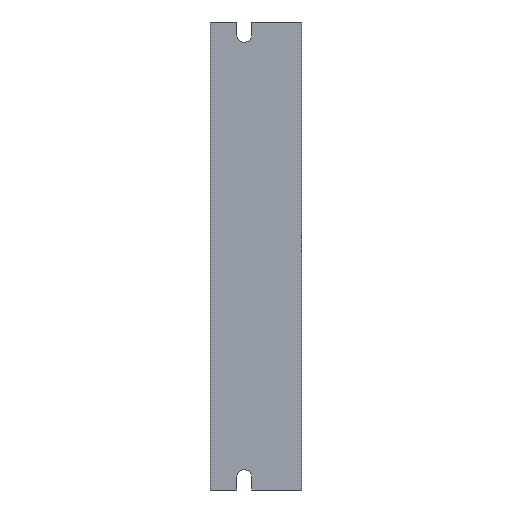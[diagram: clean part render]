
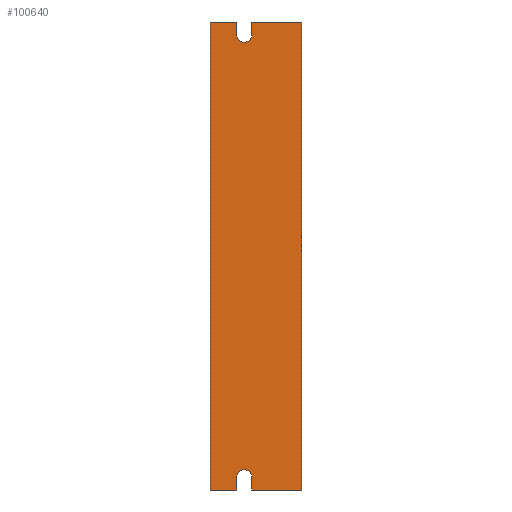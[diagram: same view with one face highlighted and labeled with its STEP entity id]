
A CAD part, left-side view. The second image highlights one B-rep face of the part: STEP entity #100640.
In plain terms, the highlighted planar face has unit normal (-1, 0, 0).
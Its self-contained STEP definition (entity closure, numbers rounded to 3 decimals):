
#556 = ORIENTED_EDGE ( 'NONE', *, *, #24695, .T. ) ;
#2791 = VECTOR ( 'NONE', #16413, 1000. ) ;
#3422 = ORIENTED_EDGE ( 'NONE', *, *, #117053, .T. ) ;
#4145 = VERTEX_POINT ( 'NONE', #112440 ) ;
#4563 = EDGE_CURVE ( 'NONE', #67405, #48792, #18966, .T. ) ;
#6533 = AXIS2_PLACEMENT_3D ( 'NONE', #11644, #77008, #21045 ) ;
#6999 = CARTESIAN_POINT ( 'NONE',  ( -62.945, 2.959, 68.5 ) ) ;
#7843 = LINE ( 'NONE', #42737, #32707 ) ;
#9533 = LINE ( 'NONE', #11420, #105970 ) ;
#10867 = CARTESIAN_POINT ( 'NONE',  ( -62.945, -10.941, 65. ) ) ;
#11058 = EDGE_CURVE ( 'NONE', #38342, #81473, #32910, .T. ) ;
#11420 = CARTESIAN_POINT ( 'NONE',  ( -62.945, 14.559, 65. ) ) ;
#11644 = CARTESIAN_POINT ( 'NONE',  ( -62.945, 5.059, 68.5 ) ) ;
#13908 = DIRECTION ( 'NONE',  ( 0., 0., 1. ) ) ;
#14235 = EDGE_CURVE ( 'NONE', #48792, #4145, #109569, .T. ) ;
#14577 = VECTOR ( 'NONE', #35510, 1000. ) ;
#14646 = VERTEX_POINT ( 'NONE', #40719 ) ;
#14999 = VECTOR ( 'NONE', #72086, 1000. ) ;
#16322 = CARTESIAN_POINT ( 'NONE',  ( -62.945, -10.941, 65. ) ) ;
#16413 = DIRECTION ( 'NONE',  ( 0., 0., -1. ) ) ;
#17038 = EDGE_CURVE ( 'NONE', #102436, #59741, #7843, .T. ) ;
#17526 = LINE ( 'NONE', #16322, #14577 ) ;
#18966 = CIRCLE ( 'NONE', #108768, 2.1 ) ;
#21021 = EDGE_LOOP ( 'NONE', ( #78901, #3422, #556, #105291, #86805, #111716, #90685, #85066, #83470, #71603, #98103, #94114 ) ) ;
#21045 = DIRECTION ( 'NONE',  ( 0., 0., 1. ) ) ;
#23155 = DIRECTION ( 'NONE',  ( -1., 0., 0. ) ) ;
#24695 = EDGE_CURVE ( 'NONE', #88930, #67405, #43514, .T. ) ;
#26326 = EDGE_CURVE ( 'NONE', #59741, #38342, #9533, .T. ) ;
#26360 = EDGE_CURVE ( 'NONE', #4145, #102436, #56347, .T. ) ;
#30238 = DIRECTION ( 'NONE',  ( 0., -1., 0. ) ) ;
#30864 = VERTEX_POINT ( 'NONE', #10867 ) ;
#32707 = VECTOR ( 'NONE', #52183, 1000. ) ;
#32910 = LINE ( 'NONE', #93526, #104495 ) ;
#34199 = EDGE_CURVE ( 'NONE', #81473, #40733, #119702, .T. ) ;
#35278 = CARTESIAN_POINT ( 'NONE',  ( -62.945, 14.559, 65. ) ) ;
#35341 = CARTESIAN_POINT ( 'NONE',  ( -62.945, 14.559, 195. ) ) ;
#35510 = DIRECTION ( 'NONE',  ( 0., 0., 1. ) ) ;
#36835 = CARTESIAN_POINT ( 'NONE',  ( -62.945, 5.059, 191.5 ) ) ;
#37945 = DIRECTION ( 'NONE',  ( 0., 0., 1. ) ) ;
#38342 = VERTEX_POINT ( 'NONE', #118041 ) ;
#39975 = DIRECTION ( 'NONE',  ( 0., 1., 0. ) ) ;
#40719 = CARTESIAN_POINT ( 'NONE',  ( -62.945, -10.941, 195. ) ) ;
#40733 = VERTEX_POINT ( 'NONE', #100012 ) ;
#42737 = CARTESIAN_POINT ( 'NONE',  ( -62.945, 14.559, 195. ) ) ;
#43460 = CARTESIAN_POINT ( 'NONE',  ( -62.945, 2.959, 65. ) ) ;
#43514 = LINE ( 'NONE', #46199, #91904 ) ;
#44338 = CARTESIAN_POINT ( 'NONE',  ( -62.945, 2.959, 191.5 ) ) ;
#46199 = CARTESIAN_POINT ( 'NONE',  ( -62.945, 2.959, 195. ) ) ;
#48448 = VECTOR ( 'NONE', #81606, 1000. ) ;
#48792 = VERTEX_POINT ( 'NONE', #111164 ) ;
#49615 = LINE ( 'NONE', #6999, #2791 ) ;
#50435 = VECTOR ( 'NONE', #39975, 1000. ) ;
#52183 = DIRECTION ( 'NONE',  ( 0., 0., -1. ) ) ;
#55620 = DIRECTION ( 'NONE',  ( 0., 0., -1. ) ) ;
#56347 = LINE ( 'NONE', #86546, #50435 ) ;
#59741 = VERTEX_POINT ( 'NONE', #35278 ) ;
#59931 = VECTOR ( 'NONE', #13908, 1000. ) ;
#65253 = VERTEX_POINT ( 'NONE', #97061 ) ;
#67405 = VERTEX_POINT ( 'NONE', #44338 ) ;
#69777 = PLANE ( 'NONE',  #103168 ) ;
#71603 = ORIENTED_EDGE ( 'NONE', *, *, #34199, .T. ) ;
#72086 = DIRECTION ( 'NONE',  ( 0., -1., 0. ) ) ;
#72281 = CARTESIAN_POINT ( 'NONE',  ( -62.945, -10.941, 195. ) ) ;
#73319 = LINE ( 'NONE', #72281, #48448 ) ;
#73426 = FACE_OUTER_BOUND ( 'NONE', #21021, .T. ) ;
#73534 = EDGE_CURVE ( 'NONE', #40733, #65253, #49615, .T. ) ;
#74058 = EDGE_CURVE ( 'NONE', #30864, #14646, #17526, .T. ) ;
#77008 = DIRECTION ( 'NONE',  ( 1., 0., 0. ) ) ;
#78901 = ORIENTED_EDGE ( 'NONE', *, *, #74058, .T. ) ;
#79287 = CARTESIAN_POINT ( 'NONE',  ( -62.945, 7.159, 191.5 ) ) ;
#81473 = VERTEX_POINT ( 'NONE', #107451 ) ;
#81606 = DIRECTION ( 'NONE',  ( 0., 1., 0. ) ) ;
#81663 = CARTESIAN_POINT ( 'NONE',  ( -62.945, 2.959, 195. ) ) ;
#83350 = DIRECTION ( 'NONE',  ( 1., 0., 0. ) ) ;
#83470 = ORIENTED_EDGE ( 'NONE', *, *, #11058, .T. ) ;
#85066 = ORIENTED_EDGE ( 'NONE', *, *, #26326, .T. ) ;
#86546 = CARTESIAN_POINT ( 'NONE',  ( -62.945, 7.159, 195. ) ) ;
#86805 = ORIENTED_EDGE ( 'NONE', *, *, #14235, .T. ) ;
#88078 = CARTESIAN_POINT ( 'NONE',  ( -62.945, 5.059, 191.5 ) ) ;
#88501 = DIRECTION ( 'NONE',  ( 0., 0., 1. ) ) ;
#88930 = VERTEX_POINT ( 'NONE', #81663 ) ;
#90685 = ORIENTED_EDGE ( 'NONE', *, *, #17038, .T. ) ;
#91904 = VECTOR ( 'NONE', #55620, 1000. ) ;
#93526 = CARTESIAN_POINT ( 'NONE',  ( -62.945, 7.159, 65. ) ) ;
#94114 = ORIENTED_EDGE ( 'NONE', *, *, #99544, .T. ) ;
#97061 = CARTESIAN_POINT ( 'NONE',  ( -62.945, 2.959, 65. ) ) ;
#98103 = ORIENTED_EDGE ( 'NONE', *, *, #73534, .T. ) ;
#99544 = EDGE_CURVE ( 'NONE', #65253, #30864, #117335, .T. ) ;
#100012 = CARTESIAN_POINT ( 'NONE',  ( -62.945, 2.959, 68.5 ) ) ;
#100640 = ADVANCED_FACE ( 'NONE', ( #73426 ), #69777, .T. ) ;
#102436 = VERTEX_POINT ( 'NONE', #35341 ) ;
#102576 = DIRECTION ( 'NONE',  ( 0., 0., 1. ) ) ;
#103168 = AXIS2_PLACEMENT_3D ( 'NONE', #88078, #23155, #88501 ) ;
#104495 = VECTOR ( 'NONE', #37945, 1000. ) ;
#105291 = ORIENTED_EDGE ( 'NONE', *, *, #4563, .T. ) ;
#105970 = VECTOR ( 'NONE', #30238, 1000. ) ;
#107451 = CARTESIAN_POINT ( 'NONE',  ( -62.945, 7.159, 68.5 ) ) ;
#108768 = AXIS2_PLACEMENT_3D ( 'NONE', #36835, #83350, #102576 ) ;
#109569 = LINE ( 'NONE', #79287, #59931 ) ;
#111164 = CARTESIAN_POINT ( 'NONE',  ( -62.945, 7.159, 191.5 ) ) ;
#111716 = ORIENTED_EDGE ( 'NONE', *, *, #26360, .T. ) ;
#112440 = CARTESIAN_POINT ( 'NONE',  ( -62.945, 7.159, 195. ) ) ;
#117053 = EDGE_CURVE ( 'NONE', #14646, #88930, #73319, .T. ) ;
#117335 = LINE ( 'NONE', #43460, #14999 ) ;
#118041 = CARTESIAN_POINT ( 'NONE',  ( -62.945, 7.159, 65. ) ) ;
#119702 = CIRCLE ( 'NONE', #6533, 2.1 ) ;
